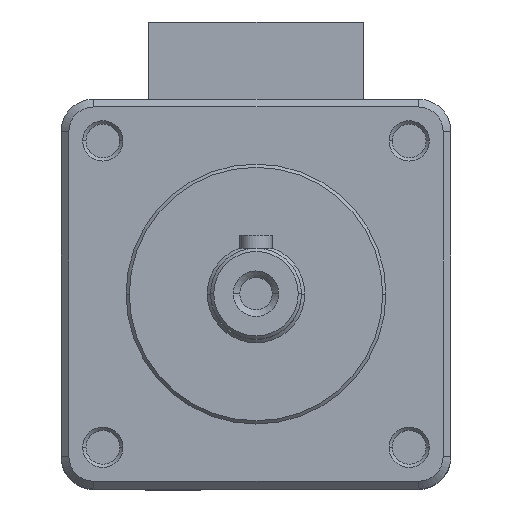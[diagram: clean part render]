
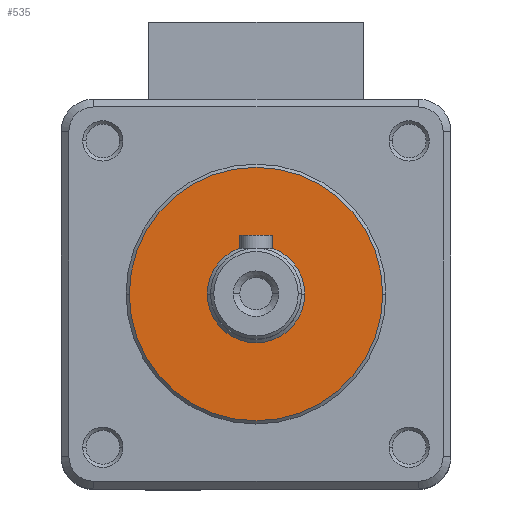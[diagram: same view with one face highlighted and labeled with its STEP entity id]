
A CAD part, top view. The second image highlights one B-rep face of the part: STEP entity #535.
In plain terms, the highlighted planar face has unit normal (0, 0, 1).
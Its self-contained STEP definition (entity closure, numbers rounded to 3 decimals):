
#173 = VERTEX_POINT ( 'NONE', #4145 ) ;
#290 = ORIENTED_EDGE ( 'NONE', *, *, #1960, .F. ) ;
#329 = DIRECTION ( 'NONE',  ( 0., 0., 1. ) ) ;
#389 = DIRECTION ( 'NONE',  ( 1., 0., 0. ) ) ;
#398 = DIRECTION ( 'NONE',  ( 0., 0., 1. ) ) ;
#412 = DIRECTION ( 'NONE',  ( 0., 0., 1. ) ) ;
#535 = ADVANCED_FACE ( 'NONE', ( #1736, #5314 ), #4635, .T. ) ;
#548 = AXIS2_PLACEMENT_3D ( 'NONE', #6167, #4261, #389 ) ;
#673 = ORIENTED_EDGE ( 'NONE', *, *, #3510, .T. ) ;
#1156 = CIRCLE ( 'NONE', #1316, 19.5 ) ;
#1316 = AXIS2_PLACEMENT_3D ( 'NONE', #4182, #398, #3768 ) ;
#1340 = DIRECTION ( 'NONE',  ( 0., 0., 1. ) ) ;
#1407 = VERTEX_POINT ( 'NONE', #4661 ) ;
#1736 = FACE_OUTER_BOUND ( 'NONE', #2895, .T. ) ;
#1872 = CARTESIAN_POINT ( 'NONE',  ( 0., 0., 42. ) ) ;
#1930 = DIRECTION ( 'NONE',  ( 1., 0., 0. ) ) ;
#1960 = EDGE_CURVE ( 'NONE', #3987, #173, #3142, .T. ) ;
#2116 = ORIENTED_EDGE ( 'NONE', *, *, #5700, .F. ) ;
#2353 = CARTESIAN_POINT ( 'NONE',  ( 19.5, 0., 42. ) ) ;
#2624 = AXIS2_PLACEMENT_3D ( 'NONE', #2856, #412, #1930 ) ;
#2632 = CIRCLE ( 'NONE', #548, 7.5 ) ;
#2713 = VERTEX_POINT ( 'NONE', #2353 ) ;
#2856 = CARTESIAN_POINT ( 'NONE',  ( 0., 0., 42. ) ) ;
#2895 = EDGE_LOOP ( 'NONE', ( #4987, #673 ) ) ;
#3142 = CIRCLE ( 'NONE', #5835, 7.5 ) ;
#3510 = EDGE_CURVE ( 'NONE', #2713, #1407, #1156, .T. ) ;
#3768 = DIRECTION ( 'NONE',  ( 1., 0., 0. ) ) ;
#3779 = AXIS2_PLACEMENT_3D ( 'NONE', #1872, #1340, #5221 ) ;
#3987 = VERTEX_POINT ( 'NONE', #5129 ) ;
#4096 = DIRECTION ( 'NONE',  ( 1., 0., 0. ) ) ;
#4145 = CARTESIAN_POINT ( 'NONE',  ( -7.5, 0., 42. ) ) ;
#4182 = CARTESIAN_POINT ( 'NONE',  ( 0., 0., 42. ) ) ;
#4261 = DIRECTION ( 'NONE',  ( 0., 0., 1. ) ) ;
#4635 = PLANE ( 'NONE',  #3779 ) ;
#4661 = CARTESIAN_POINT ( 'NONE',  ( -19.5, 0., 42. ) ) ;
#4987 = ORIENTED_EDGE ( 'NONE', *, *, #5301, .T. ) ;
#5112 = CARTESIAN_POINT ( 'NONE',  ( 0., 0., 42. ) ) ;
#5129 = CARTESIAN_POINT ( 'NONE',  ( 7.5, 0., 42. ) ) ;
#5221 = DIRECTION ( 'NONE',  ( 1., 0., 0. ) ) ;
#5298 = EDGE_LOOP ( 'NONE', ( #2116, #290 ) ) ;
#5301 = EDGE_CURVE ( 'NONE', #1407, #2713, #5896, .T. ) ;
#5314 = FACE_BOUND ( 'NONE', #5298, .T. ) ;
#5700 = EDGE_CURVE ( 'NONE', #173, #3987, #2632, .T. ) ;
#5835 = AXIS2_PLACEMENT_3D ( 'NONE', #5112, #329, #4096 ) ;
#5896 = CIRCLE ( 'NONE', #2624, 19.5 ) ;
#6167 = CARTESIAN_POINT ( 'NONE',  ( 0., 0., 42. ) ) ;
